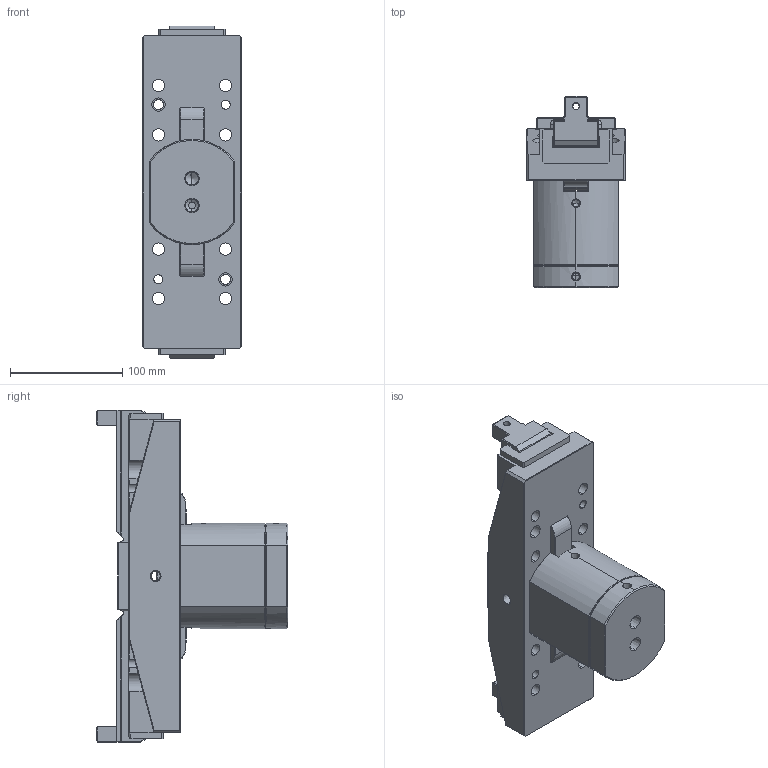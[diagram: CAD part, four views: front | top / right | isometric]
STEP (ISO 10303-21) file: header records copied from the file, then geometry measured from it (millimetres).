
FILE_DESCRIPTION (( 'STEP AP214' ), '1' );
FILE_NAME ('CP-30²Õ¦X¥ó.STEP', '2011-08-10T06:23:58', ( 'user' ), ( '' ), 'SwSTEP 2.0', 'SolidWorks 2011', '' );
FILE_SCHEMA (( 'AUTOMOTIVE_DESIGN' ));
Length unit declared in the file: millimetre
Products named in the file (8): CP-30後蓋簡易; CP-30缸體簡易; M5x12; CP-30防塵蓋用橡膠; CP-30防塵蓋; CP-30主爪簡易; CP-30本體簡易; CP-30組合件
Assembly tree (12 placements, depth 2):
  CP-30組合件
    CP-30主爪簡易  x2
    CP-30缸體簡易
    M5x12  x4
    CP-30後蓋簡易
    CP-30防塵蓋
    CP-30防塵蓋用橡膠  x2
    CP-30本體簡易
Bounding box: 88 x 171 x 296.4 mm (x, y, z)
Volume: 1680177.9 mm3; surface area: 240571.1 mm2
Topology: 12 solids, 12 shells, 725 faces, 1814 edges, 1103 vertices
Faces by surface type: plane 416, cylinder 180, cone 123, torus 6
Entity records: 17375 total; most frequent: CARTESIAN_POINT 3709, DIRECTION 2799, ORIENTED_EDGE 2772, EDGE_CURVE 1386, AXIS2_PLACEMENT_3D 977, VERTEX_POINT 871, VECTOR 845, LINE 845
